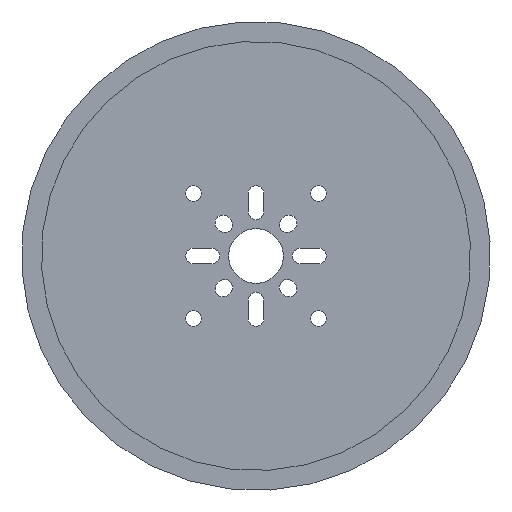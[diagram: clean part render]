
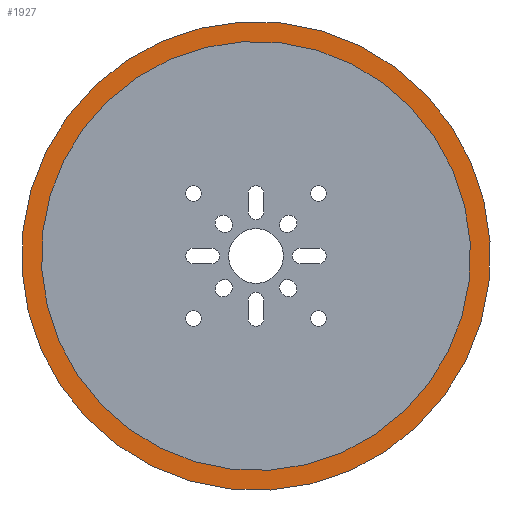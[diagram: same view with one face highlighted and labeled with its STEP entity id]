
A CAD part, front view. The second image highlights one B-rep face of the part: STEP entity #1927.
In plain terms, the highlighted face is planar.
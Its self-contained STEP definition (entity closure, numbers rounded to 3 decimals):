
#88 = EDGE_LOOP ( 'NONE', ( #1949, #450 ) ) ;
#179 = VERTEX_POINT ( 'NONE', #796 ) ;
#184 = CARTESIAN_POINT ( 'NONE',  ( 2.857, 0., -60. ) ) ;
#198 = CIRCLE ( 'NONE', #1595, 54.92 ) ;
#434 = DIRECTION ( 'NONE',  ( 0., 0., 1. ) ) ;
#450 = ORIENTED_EDGE ( 'NONE', *, *, #1215, .F. ) ;
#483 = VERTEX_POINT ( 'NONE', #1796 ) ;
#530 = EDGE_CURVE ( 'NONE', #483, #832, #198, .T. ) ;
#568 = EDGE_LOOP ( 'NONE', ( #970, #2353 ) ) ;
#692 = DIRECTION ( 'NONE',  ( 1., 0., 0. ) ) ;
#738 = DIRECTION ( 'NONE',  ( 0., 0., 1. ) ) ;
#758 = CIRCLE ( 'NONE', #834, 60. ) ;
#796 = CARTESIAN_POINT ( 'NONE',  ( 2.857, 0., 60. ) ) ;
#832 = VERTEX_POINT ( 'NONE', #1269 ) ;
#834 = AXIS2_PLACEMENT_3D ( 'NONE', #2227, #1097, #738 ) ;
#888 = DIRECTION ( 'NONE',  ( 0., 0., -1. ) ) ;
#891 = VERTEX_POINT ( 'NONE', #184 ) ;
#901 = CARTESIAN_POINT ( 'NONE',  ( 2.857, 0., 0. ) ) ;
#970 = ORIENTED_EDGE ( 'NONE', *, *, #530, .T. ) ;
#1016 = CARTESIAN_POINT ( 'NONE',  ( 2.857, 0., 0. ) ) ;
#1017 = AXIS2_PLACEMENT_3D ( 'NONE', #901, #692, #888 ) ;
#1097 = DIRECTION ( 'NONE',  ( -1., 0., 0. ) ) ;
#1152 = AXIS2_PLACEMENT_3D ( 'NONE', #1561, #1947, #434 ) ;
#1198 = DIRECTION ( 'NONE',  ( -1., 0., 0. ) ) ;
#1215 = EDGE_CURVE ( 'NONE', #891, #179, #1931, .T. ) ;
#1269 = CARTESIAN_POINT ( 'NONE',  ( 2.857, 0., -54.92 ) ) ;
#1417 = AXIS2_PLACEMENT_3D ( 'NONE', #2126, #1198, #2157 ) ;
#1452 = EDGE_CURVE ( 'NONE', #179, #891, #758, .T. ) ;
#1547 = CIRCLE ( 'NONE', #1417, 54.92 ) ;
#1561 = CARTESIAN_POINT ( 'NONE',  ( 2.857, 0., 0. ) ) ;
#1595 = AXIS2_PLACEMENT_3D ( 'NONE', #1016, #1804, #1781 ) ;
#1694 = FACE_BOUND ( 'NONE', #568, .T. ) ;
#1781 = DIRECTION ( 'NONE',  ( 0., 0., 1. ) ) ;
#1796 = CARTESIAN_POINT ( 'NONE',  ( 2.857, 0., 54.92 ) ) ;
#1804 = DIRECTION ( 'NONE',  ( -1., 0., 0. ) ) ;
#1811 = FACE_OUTER_BOUND ( 'NONE', #88, .T. ) ;
#1927 = ADVANCED_FACE ( 'NONE', ( #1694, #1811 ), #2209, .T. ) ;
#1931 = CIRCLE ( 'NONE', #1152, 60. ) ;
#1947 = DIRECTION ( 'NONE',  ( -1., 0., 0. ) ) ;
#1949 = ORIENTED_EDGE ( 'NONE', *, *, #1452, .F. ) ;
#2126 = CARTESIAN_POINT ( 'NONE',  ( 2.857, 0., 0. ) ) ;
#2157 = DIRECTION ( 'NONE',  ( 0., 0., 1. ) ) ;
#2209 = PLANE ( 'NONE',  #1017 ) ;
#2227 = CARTESIAN_POINT ( 'NONE',  ( 2.857, 0., 0. ) ) ;
#2310 = EDGE_CURVE ( 'NONE', #832, #483, #1547, .T. ) ;
#2353 = ORIENTED_EDGE ( 'NONE', *, *, #2310, .T. ) ;
